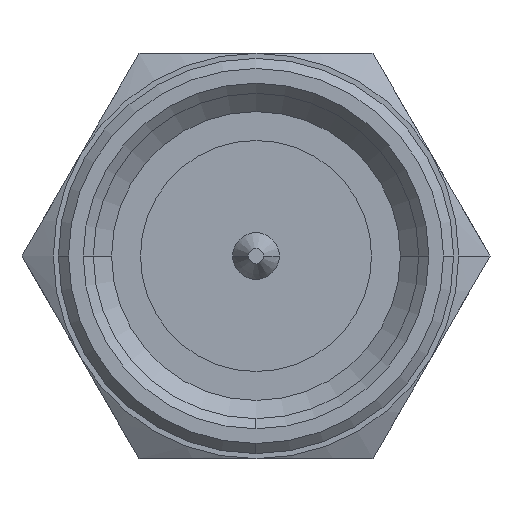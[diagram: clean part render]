
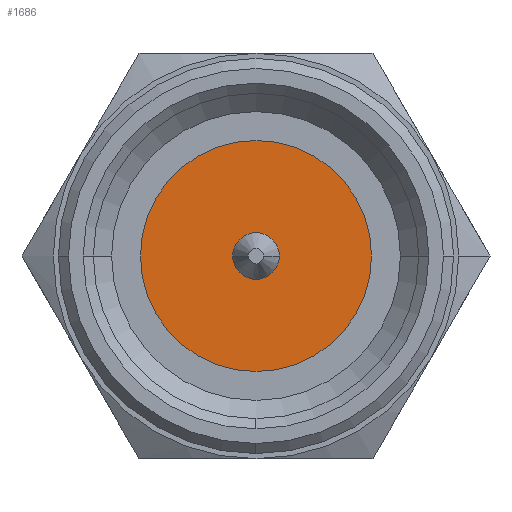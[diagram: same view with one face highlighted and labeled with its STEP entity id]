
A CAD part, left-side view. The second image highlights one B-rep face of the part: STEP entity #1686.
In plain terms, the highlighted planar face has unit normal (-1, 0, 0).
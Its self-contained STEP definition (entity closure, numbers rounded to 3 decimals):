
#34 = EDGE_LOOP ( 'NONE', ( #1771, #2595 ) ) ;
#132 = CIRCLE ( 'NONE', #1937, 0.46 ) ;
#195 = CIRCLE ( 'NONE', #1503, 0.46 ) ;
#252 = CARTESIAN_POINT ( 'NONE',  ( 3., 0., 0. ) ) ;
#266 = EDGE_CURVE ( 'NONE', #1818, #2341, #731, .T. ) ;
#283 = AXIS2_PLACEMENT_3D ( 'NONE', #252, #1047, #1321 ) ;
#307 = CARTESIAN_POINT ( 'NONE',  ( 3., 0., 0. ) ) ;
#333 = AXIS2_PLACEMENT_3D ( 'NONE', #1397, #1813, #1027 ) ;
#433 = ORIENTED_EDGE ( 'NONE', *, *, #515, .F. ) ;
#489 = CARTESIAN_POINT ( 'NONE',  ( 3., 2.28, 0. ) ) ;
#515 = EDGE_CURVE ( 'NONE', #1964, #1820, #195, .T. ) ;
#543 = CIRCLE ( 'NONE', #1134, 2.28 ) ;
#731 = CIRCLE ( 'NONE', #283, 2.28 ) ;
#787 = FACE_BOUND ( 'NONE', #2141, .T. ) ;
#802 = DIRECTION ( 'NONE',  ( 0., -1., 0. ) ) ;
#910 = ORIENTED_EDGE ( 'NONE', *, *, #2246, .F. ) ;
#982 = CARTESIAN_POINT ( 'NONE',  ( 3., -0.46, 0. ) ) ;
#1027 = DIRECTION ( 'NONE',  ( 0., 0., 1. ) ) ;
#1047 = DIRECTION ( 'NONE',  ( 1., 0., 0. ) ) ;
#1057 = CARTESIAN_POINT ( 'NONE',  ( 3., 0., 0. ) ) ;
#1064 = CARTESIAN_POINT ( 'NONE',  ( 3., 0.46, 0. ) ) ;
#1134 = AXIS2_PLACEMENT_3D ( 'NONE', #1057, #1222, #1856 ) ;
#1222 = DIRECTION ( 'NONE',  ( -1., 0., 0. ) ) ;
#1321 = DIRECTION ( 'NONE',  ( 0., 1., 0. ) ) ;
#1372 = DIRECTION ( 'NONE',  ( -1., 0., 0. ) ) ;
#1397 = CARTESIAN_POINT ( 'NONE',  ( 3., 0., 0. ) ) ;
#1399 = DIRECTION ( 'NONE',  ( -1., 0., 0. ) ) ;
#1503 = AXIS2_PLACEMENT_3D ( 'NONE', #2405, #1399, #802 ) ;
#1686 = ADVANCED_FACE ( 'NONE', ( #787, #1852 ), #2404, .T. ) ;
#1771 = ORIENTED_EDGE ( 'NONE', *, *, #2391, .T. ) ;
#1813 = DIRECTION ( 'NONE',  ( -1., 0., 0. ) ) ;
#1818 = VERTEX_POINT ( 'NONE', #489 ) ;
#1820 = VERTEX_POINT ( 'NONE', #1064 ) ;
#1852 = FACE_OUTER_BOUND ( 'NONE', #34, .T. ) ;
#1856 = DIRECTION ( 'NONE',  ( 0., 1., 0. ) ) ;
#1937 = AXIS2_PLACEMENT_3D ( 'NONE', #307, #1372, #2154 ) ;
#1964 = VERTEX_POINT ( 'NONE', #982 ) ;
#2069 = CARTESIAN_POINT ( 'NONE',  ( 3., -2.28, 0. ) ) ;
#2141 = EDGE_LOOP ( 'NONE', ( #433, #910 ) ) ;
#2154 = DIRECTION ( 'NONE',  ( 0., 1., 0. ) ) ;
#2246 = EDGE_CURVE ( 'NONE', #1820, #1964, #132, .T. ) ;
#2341 = VERTEX_POINT ( 'NONE', #2069 ) ;
#2391 = EDGE_CURVE ( 'NONE', #1818, #2341, #543, .T. ) ;
#2404 = PLANE ( 'NONE',  #333 ) ;
#2405 = CARTESIAN_POINT ( 'NONE',  ( 3., 0., 0. ) ) ;
#2595 = ORIENTED_EDGE ( 'NONE', *, *, #266, .F. ) ;
